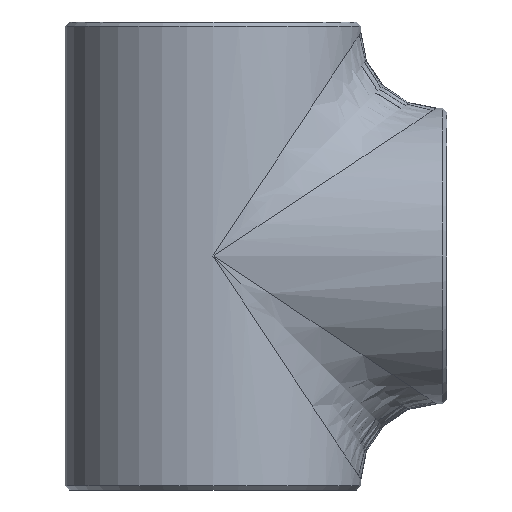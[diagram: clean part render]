
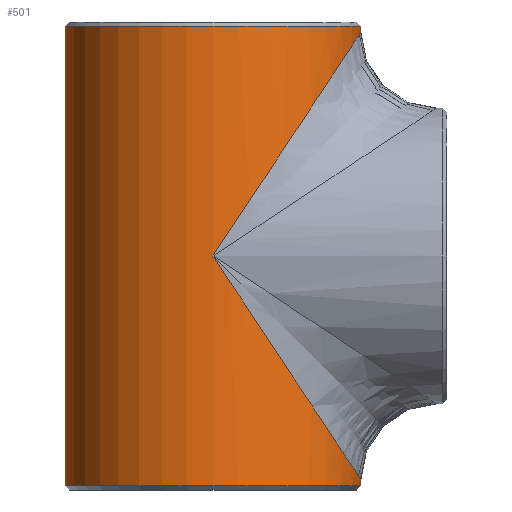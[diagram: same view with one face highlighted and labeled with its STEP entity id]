
A CAD part, front view. The second image highlights one B-rep face of the part: STEP entity #501.
In plain terms, the highlighted cylindrical face has radius 136.55 mm (diameter 273.1 mm), a partial arc.
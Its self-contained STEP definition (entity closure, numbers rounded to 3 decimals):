
#36 = CARTESIAN_POINT ( 'NONE',  ( -136.55, 0., 215.9 ) ) ;
#50 = CARTESIAN_POINT ( 'NONE',  ( 136.55, 0., 206.55 ) ) ;
#115 = AXIS2_PLACEMENT_3D ( 'NONE', #731, #294, #1220 ) ;
#173 = VERTEX_POINT ( 'NONE', #228 ) ;
#193 = CIRCLE ( 'NONE', #115, 136.55 ) ;
#197 = EDGE_CURVE ( 'NONE', #1006, #432, #1506, .T. ) ;
#206 = CARTESIAN_POINT ( 'NONE',  ( 136.55, 0., 215.9 ) ) ;
#228 = CARTESIAN_POINT ( 'NONE',  ( 136.55, 0., -211.76 ) ) ;
#234 = ORIENTED_EDGE ( 'NONE', *, *, #197, .T. ) ;
#257 = EDGE_CURVE ( 'NONE', #1006, #173, #815, .T. ) ;
#265 = EDGE_CURVE ( 'NONE', #432, #1196, #763, .T. ) ;
#294 = DIRECTION ( 'NONE',  ( 0., 0., 1. ) ) ;
#315 = AXIS2_PLACEMENT_3D ( 'NONE', #1356, #1365, #872 ) ;
#348 = CARTESIAN_POINT ( 'NONE',  ( 0., -136.55, 0. ) ) ;
#360 = ORIENTED_EDGE ( 'NONE', *, *, #457, .T. ) ;
#386 = CARTESIAN_POINT ( 'NONE',  ( 136.55, 0., 215.9 ) ) ;
#417 = ORIENTED_EDGE ( 'NONE', *, *, #1277, .F. ) ;
#432 = VERTEX_POINT ( 'NONE', #1325 ) ;
#457 = EDGE_CURVE ( 'NONE', #1279, #173, #193, .T. ) ;
#497 = CIRCLE ( 'NONE', #1339, 136.55 ) ;
#501 = ADVANCED_FACE ( 'NONE', ( #740 ), #979, .T. ) ;
#507 = DIRECTION ( 'NONE',  ( 0., 0., -1. ) ) ;
#577 = ORIENTED_EDGE ( 'NONE', *, *, #265, .T. ) ;
#582 = DIRECTION ( 'NONE',  ( 0., 0., -1. ) ) ;
#604 = DIRECTION ( 'NONE',  ( 1., 0., 0. ) ) ;
#707 = EDGE_CURVE ( 'NONE', #1056, #1279, #1321, .T. ) ;
#731 = CARTESIAN_POINT ( 'NONE',  ( 0., 0., -211.76 ) ) ;
#735 = DIRECTION ( 'NONE',  ( 0., 0., -1. ) ) ;
#740 = FACE_OUTER_BOUND ( 'NONE', #783, .T. ) ;
#763 =( BOUNDED_CURVE ( )  B_SPLINE_CURVE ( 3, ( #1457, #1210, #1409, #50 ),
 .UNSPECIFIED., .F., .T. ) 
 B_SPLINE_CURVE_WITH_KNOTS ( ( 4, 4 ),
 ( 1.571, 3.142 ),
 .UNSPECIFIED. ) 
 CURVE ( )  GEOMETRIC_REPRESENTATION_ITEM ( )  RATIONAL_B_SPLINE_CURVE ( ( 1., 0.805, 0.805, 1. ) ) 
 REPRESENTATION_ITEM ( '' )  );
#779 = CARTESIAN_POINT ( 'NONE',  ( -136.55, 0., -211.76 ) ) ;
#783 = EDGE_LOOP ( 'NONE', ( #417, #1110, #955, #360, #1271, #234, #577 ) ) ;
#792 = CARTESIAN_POINT ( 'NONE',  ( 79.989, -136.55, -120.994 ) ) ;
#815 = LINE ( 'NONE', #386, #837 ) ;
#837 = VECTOR ( 'NONE', #582, 1000. ) ;
#842 = CARTESIAN_POINT ( 'NONE',  ( 136.55, 0., -206.55 ) ) ;
#869 = EDGE_CURVE ( 'NONE', #1048, #1056, #497, .T. ) ;
#872 = DIRECTION ( 'NONE',  ( -1., 0., 0. ) ) ;
#904 = CARTESIAN_POINT ( 'NONE',  ( 136.55, 0., -206.55 ) ) ;
#950 = CARTESIAN_POINT ( 'NONE',  ( 0., 0., 211.76 ) ) ;
#955 = ORIENTED_EDGE ( 'NONE', *, *, #707, .T. ) ;
#979 = CYLINDRICAL_SURFACE ( 'NONE', #315, 136.55 ) ;
#1006 = VERTEX_POINT ( 'NONE', #842 ) ;
#1012 = CARTESIAN_POINT ( 'NONE',  ( -136.55, 0., 211.76 ) ) ;
#1048 = VERTEX_POINT ( 'NONE', #1236 ) ;
#1056 = VERTEX_POINT ( 'NONE', #1012 ) ;
#1110 = ORIENTED_EDGE ( 'NONE', *, *, #869, .T. ) ;
#1123 = CARTESIAN_POINT ( 'NONE',  ( 136.55, 0., 206.55 ) ) ;
#1196 = VERTEX_POINT ( 'NONE', #1123 ) ;
#1210 = CARTESIAN_POINT ( 'NONE',  ( 79.989, -136.55, 120.994 ) ) ;
#1220 = DIRECTION ( 'NONE',  ( 1., 0., 0. ) ) ;
#1236 = CARTESIAN_POINT ( 'NONE',  ( 136.55, 0., 211.76 ) ) ;
#1271 = ORIENTED_EDGE ( 'NONE', *, *, #257, .F. ) ;
#1277 = EDGE_CURVE ( 'NONE', #1048, #1196, #1480, .T. ) ;
#1279 = VERTEX_POINT ( 'NONE', #779 ) ;
#1288 = VECTOR ( 'NONE', #1369, 1000. ) ;
#1321 = LINE ( 'NONE', #36, #1334 ) ;
#1325 = CARTESIAN_POINT ( 'NONE',  ( 0., -136.55, 0. ) ) ;
#1334 = VECTOR ( 'NONE', #735, 1000. ) ;
#1339 = AXIS2_PLACEMENT_3D ( 'NONE', #950, #507, #604 ) ;
#1356 = CARTESIAN_POINT ( 'NONE',  ( 0., 0., 215.9 ) ) ;
#1365 = DIRECTION ( 'NONE',  ( 0., 0., -1. ) ) ;
#1369 = DIRECTION ( 'NONE',  ( 0., 0., -1. ) ) ;
#1401 = CARTESIAN_POINT ( 'NONE',  ( 136.55, -79.989, -206.55 ) ) ;
#1409 = CARTESIAN_POINT ( 'NONE',  ( 136.55, -79.989, 206.55 ) ) ;
#1457 = CARTESIAN_POINT ( 'NONE',  ( 0., -136.55, 0. ) ) ;
#1480 = LINE ( 'NONE', #206, #1288 ) ;
#1506 =( BOUNDED_CURVE ( )  B_SPLINE_CURVE ( 3, ( #904, #1401, #792, #348 ),
 .UNSPECIFIED., .F., .T. ) 
 B_SPLINE_CURVE_WITH_KNOTS ( ( 4, 4 ),
 ( 3.142, 4.712 ),
 .UNSPECIFIED. ) 
 CURVE ( )  GEOMETRIC_REPRESENTATION_ITEM ( )  RATIONAL_B_SPLINE_CURVE ( ( 1., 0.805, 0.805, 1. ) ) 
 REPRESENTATION_ITEM ( '' )  );
